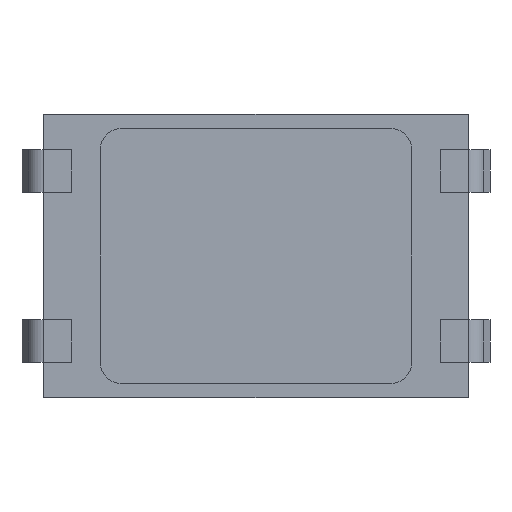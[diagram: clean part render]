
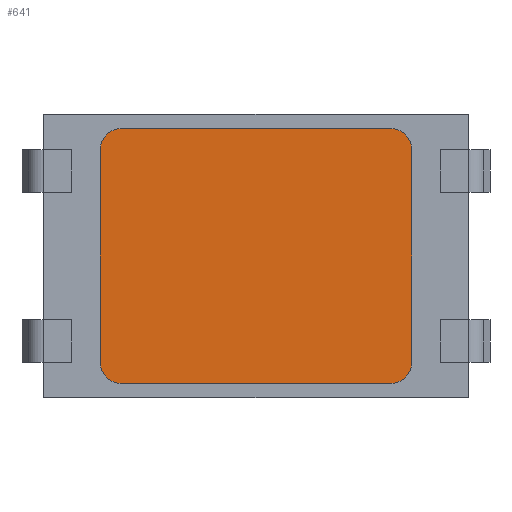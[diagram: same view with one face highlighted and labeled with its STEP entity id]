
A CAD part, front view. The second image highlights one B-rep face of the part: STEP entity #641.
In plain terms, the highlighted planar face has unit normal (0, -1, 0).
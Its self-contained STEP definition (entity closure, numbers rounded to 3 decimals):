
#2=CARTESIAN_POINT('',(0.95,0.,-0.75));
#3=DIRECTION('',(0.,1.,0.));
#4=DIRECTION('',(1.,0.,0.));
#5=AXIS2_PLACEMENT_3D('',#2,#3,#4);
#7=DIRECTION('',(1.,0.,0.));
#8=VECTOR('',#7,1.9);
#9=CARTESIAN_POINT('',(-0.95,0.,-0.9));
#10=LINE('',#9,#8);
#11=CARTESIAN_POINT('',(-0.95,0.,-0.75));
#12=DIRECTION('',(0.,1.,0.));
#13=DIRECTION('',(0.,0.,-1.));
#14=AXIS2_PLACEMENT_3D('',#11,#12,#13);
#16=DIRECTION('',(0.,0.,-1.));
#17=VECTOR('',#16,1.5);
#18=CARTESIAN_POINT('',(-1.1,0.,0.75));
#19=LINE('',#18,#17);
#20=CARTESIAN_POINT('',(-0.95,0.,0.75));
#21=DIRECTION('',(0.,1.,0.));
#22=DIRECTION('',(-1.,0.,0.));
#23=AXIS2_PLACEMENT_3D('',#20,#21,#22);
#25=DIRECTION('',(-1.,0.,0.));
#26=VECTOR('',#25,1.9);
#27=CARTESIAN_POINT('',(0.95,0.,0.9));
#28=LINE('',#27,#26);
#29=CARTESIAN_POINT('',(0.95,0.,0.75));
#30=DIRECTION('',(0.,1.,0.));
#31=DIRECTION('',(0.,0.,1.));
#32=AXIS2_PLACEMENT_3D('',#29,#30,#31);
#34=DIRECTION('',(0.,0.,1.));
#35=VECTOR('',#34,1.5);
#36=CARTESIAN_POINT('',(1.1,0.,-0.75));
#37=LINE('',#36,#35);
#498=CARTESIAN_POINT('',(1.1,0.,-0.75));
#499=CARTESIAN_POINT('',(0.95,0.,-0.9));
#500=VERTEX_POINT('',#498);
#501=VERTEX_POINT('',#499);
#502=CARTESIAN_POINT('',(1.1,0.,0.75));
#503=VERTEX_POINT('',#502);
#504=CARTESIAN_POINT('',(0.95,0.,0.9));
#505=VERTEX_POINT('',#504);
#506=CARTESIAN_POINT('',(-0.95,0.,0.9));
#507=VERTEX_POINT('',#506);
#508=CARTESIAN_POINT('',(-1.1,0.,0.75));
#509=VERTEX_POINT('',#508);
#510=CARTESIAN_POINT('',(-1.1,0.,-0.75));
#511=VERTEX_POINT('',#510);
#512=CARTESIAN_POINT('',(-0.95,0.,-0.9));
#513=VERTEX_POINT('',#512);
#618=CARTESIAN_POINT('',(0.,0.,0.));
#619=DIRECTION('',(0.,1.,0.));
#620=DIRECTION('',(1.,0.,0.));
#621=AXIS2_PLACEMENT_3D('',#618,#619,#620);
#622=PLANE('',#621);
#624=ORIENTED_EDGE('',*,*,#623,.T.);
#626=ORIENTED_EDGE('',*,*,#625,.F.);
#628=ORIENTED_EDGE('',*,*,#627,.T.);
#630=ORIENTED_EDGE('',*,*,#629,.F.);
#632=ORIENTED_EDGE('',*,*,#631,.T.);
#634=ORIENTED_EDGE('',*,*,#633,.F.);
#636=ORIENTED_EDGE('',*,*,#635,.T.);
#638=ORIENTED_EDGE('',*,*,#637,.F.);
#639=EDGE_LOOP('',(#624,#626,#628,#630,#632,#634,#636,#638));
#640=FACE_OUTER_BOUND('',#639,.F.);
#641=ADVANCED_FACE('',(#640),#622,.F.);
#6=CIRCLE('',#5,0.15);
#15=CIRCLE('',#14,0.15);
#24=CIRCLE('',#23,0.15);
#33=CIRCLE('',#32,0.15);
#623=EDGE_CURVE('',#500,#501,#6,.T.);
#625=EDGE_CURVE('',#513,#501,#10,.T.);
#627=EDGE_CURVE('',#513,#511,#15,.T.);
#629=EDGE_CURVE('',#509,#511,#19,.T.);
#631=EDGE_CURVE('',#509,#507,#24,.T.);
#633=EDGE_CURVE('',#505,#507,#28,.T.);
#635=EDGE_CURVE('',#505,#503,#33,.T.);
#637=EDGE_CURVE('',#500,#503,#37,.T.);
